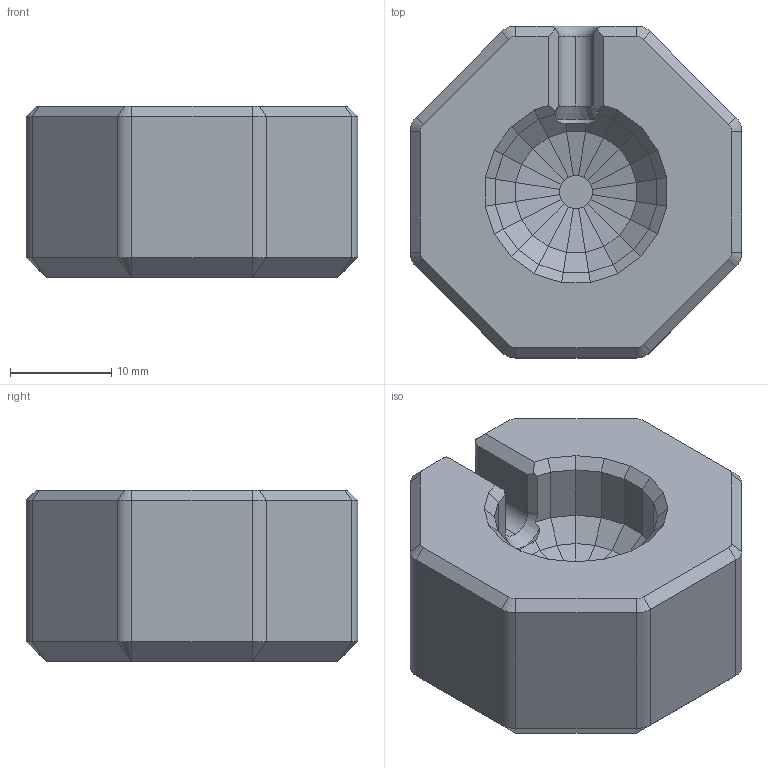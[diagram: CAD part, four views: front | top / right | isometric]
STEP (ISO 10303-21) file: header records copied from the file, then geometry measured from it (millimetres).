
FILE_DESCRIPTION (( 'STEP AP203' ), '1' );
FILE_NAME ('josh_dual_z_knob.STEP', '2014-08-06T13:29:55', ( 'jakob' ), ( '' ), 'SwSTEP 2.0', 'SolidWorks 2012', '' );
FILE_SCHEMA (( 'CONFIG_CONTROL_DESIGN' ));
Length unit declared in the file: millimetre
Products named in the file (1): josh_dual_z_knob
Bounding box: 32.8 x 32.8 x 17 mm (x, y, z)
Volume: 12850.6 mm3; surface area: 3821.9 mm2
Topology: 1 solids, 1 shells, 153 faces, 358 edges, 200 vertices
Faces by surface type: plane 122, cone 18, cylinder 12, torus 1
Entity records: 4194 total; most frequent: CARTESIAN_POINT 734, ORIENTED_EDGE 700, DIRECTION 681, EDGE_CURVE 350, LINE 307, VECTOR 307, VERTEX_POINT 200, AXIS2_PLACEMENT_3D 187
